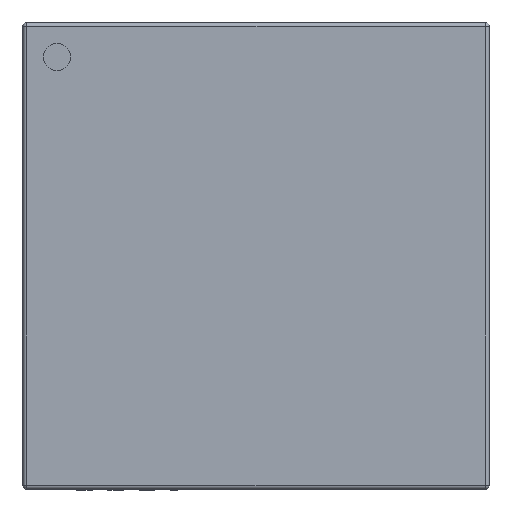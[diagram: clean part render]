
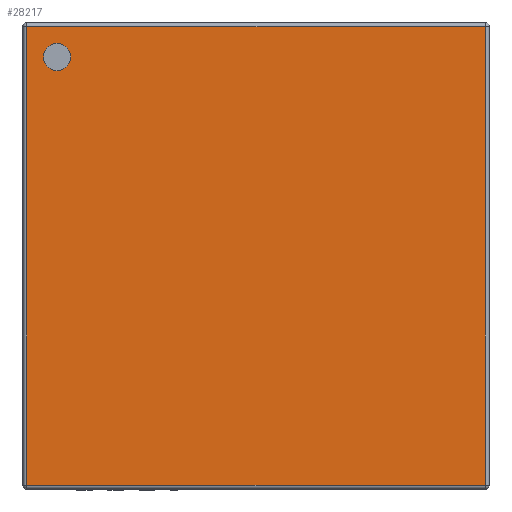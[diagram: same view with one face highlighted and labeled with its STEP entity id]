
A CAD part, top view. The second image highlights one B-rep face of the part: STEP entity #28217.
In plain terms, the highlighted planar face has unit normal (0, 0, 1).
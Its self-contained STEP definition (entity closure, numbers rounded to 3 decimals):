
#6318 = CYLINDRICAL_SURFACE('',#6319,0.05);
#6319 = AXIS2_PLACEMENT_3D('',#6320,#6321,#6322);
#6320 = CARTESIAN_POINT('',(-2.99,-2.94,0.83));
#6321 = DIRECTION('',(1.,0.,0.));
#6322 = DIRECTION('',(0.,-1.,0.));
#24064 = VERTEX_POINT('',#24065);
#24065 = CARTESIAN_POINT('',(-2.94,-2.94,0.88));
#24087 = EDGE_CURVE('',#24064,#24088,#24090,.T.);
#24088 = VERTEX_POINT('',#24089);
#24089 = CARTESIAN_POINT('',(2.94,-2.94,0.88));
#24090 = SURFACE_CURVE('',#24091,(#24095,#24102),.PCURVE_S1.);
#24091 = LINE('',#24092,#24093);
#24092 = CARTESIAN_POINT('',(-2.99,-2.94,0.88));
#24093 = VECTOR('',#24094,1.);
#24094 = DIRECTION('',(1.,0.,0.));
#24095 = PCURVE('',#6318,#24096);
#24096 = DEFINITIONAL_REPRESENTATION('',(#24097),#24101);
#24097 = LINE('',#24098,#24099);
#24098 = CARTESIAN_POINT('',(-1.571,0.));
#24099 = VECTOR('',#24100,1.);
#24100 = DIRECTION('',(-0.,1.));
#24101 = ( GEOMETRIC_REPRESENTATION_CONTEXT(2) 
PARAMETRIC_REPRESENTATION_CONTEXT() REPRESENTATION_CONTEXT('2D SPACE',''
  ) );
#24102 = PCURVE('',#24103,#24108);
#24103 = PLANE('',#24104);
#24104 = AXIS2_PLACEMENT_3D('',#24105,#24106,#24107);
#24105 = CARTESIAN_POINT('',(-2.99,-2.99,0.88));
#24106 = DIRECTION('',(0.,0.,1.));
#24107 = DIRECTION('',(1.,0.,0.));
#24108 = DEFINITIONAL_REPRESENTATION('',(#24109),#24113);
#24109 = LINE('',#24110,#24111);
#24110 = CARTESIAN_POINT('',(0.,0.05));
#24111 = VECTOR('',#24112,1.);
#24112 = DIRECTION('',(1.,0.));
#24113 = ( GEOMETRIC_REPRESENTATION_CONTEXT(2) 
PARAMETRIC_REPRESENTATION_CONTEXT() REPRESENTATION_CONTEXT('2D SPACE',''
  ) );
#24552 = CYLINDRICAL_SURFACE('',#24553,0.05);
#24553 = AXIS2_PLACEMENT_3D('',#24554,#24555,#24556);
#24554 = CARTESIAN_POINT('',(-2.94,2.94,0.83));
#24555 = DIRECTION('',(-0.,-1.,-0.));
#24556 = DIRECTION('',(-1.,0.,0.));
#26027 = CYLINDRICAL_SURFACE('',#26028,0.05);
#26028 = AXIS2_PLACEMENT_3D('',#26029,#26030,#26031);
#26029 = CARTESIAN_POINT('',(-2.99,2.94,0.83));
#26030 = DIRECTION('',(1.,0.,0.));
#26031 = DIRECTION('',(0.,1.,0.));
#26659 = CYLINDRICAL_SURFACE('',#26660,0.05);
#26660 = AXIS2_PLACEMENT_3D('',#26661,#26662,#26663);
#26661 = CARTESIAN_POINT('',(2.94,-2.94,0.83));
#26662 = DIRECTION('',(0.,1.,0.));
#26663 = DIRECTION('',(0.,0.,1.));
#28217 = ADVANCED_FACE('',(#28218,#28288),#24103,.T.);
#28218 = FACE_BOUND('',#28219,.T.);
#28219 = EDGE_LOOP('',(#28220,#28221,#28244,#28267));
#28220 = ORIENTED_EDGE('',*,*,#24087,.T.);
#28221 = ORIENTED_EDGE('',*,*,#28222,.T.);
#28222 = EDGE_CURVE('',#24088,#28223,#28225,.T.);
#28223 = VERTEX_POINT('',#28224);
#28224 = CARTESIAN_POINT('',(2.94,2.94,0.88));
#28225 = SURFACE_CURVE('',#28226,(#28230,#28237),.PCURVE_S1.);
#28226 = LINE('',#28227,#28228);
#28227 = CARTESIAN_POINT('',(2.94,-2.94,0.88));
#28228 = VECTOR('',#28229,1.);
#28229 = DIRECTION('',(0.,1.,0.));
#28230 = PCURVE('',#24103,#28231);
#28231 = DEFINITIONAL_REPRESENTATION('',(#28232),#28236);
#28232 = LINE('',#28233,#28234);
#28233 = CARTESIAN_POINT('',(5.93,0.05));
#28234 = VECTOR('',#28235,1.);
#28235 = DIRECTION('',(0.,1.));
#28236 = ( GEOMETRIC_REPRESENTATION_CONTEXT(2) 
PARAMETRIC_REPRESENTATION_CONTEXT() REPRESENTATION_CONTEXT('2D SPACE',''
  ) );
#28237 = PCURVE('',#26659,#28238);
#28238 = DEFINITIONAL_REPRESENTATION('',(#28239),#28243);
#28239 = LINE('',#28240,#28241);
#28240 = CARTESIAN_POINT('',(0.,0.));
#28241 = VECTOR('',#28242,1.);
#28242 = DIRECTION('',(0.,1.));
#28243 = ( GEOMETRIC_REPRESENTATION_CONTEXT(2) 
PARAMETRIC_REPRESENTATION_CONTEXT() REPRESENTATION_CONTEXT('2D SPACE',''
  ) );
#28244 = ORIENTED_EDGE('',*,*,#28245,.F.);
#28245 = EDGE_CURVE('',#28246,#28223,#28248,.T.);
#28246 = VERTEX_POINT('',#28247);
#28247 = CARTESIAN_POINT('',(-2.94,2.94,0.88));
#28248 = SURFACE_CURVE('',#28249,(#28253,#28260),.PCURVE_S1.);
#28249 = LINE('',#28250,#28251);
#28250 = CARTESIAN_POINT('',(-2.99,2.94,0.88));
#28251 = VECTOR('',#28252,1.);
#28252 = DIRECTION('',(1.,0.,0.));
#28253 = PCURVE('',#24103,#28254);
#28254 = DEFINITIONAL_REPRESENTATION('',(#28255),#28259);
#28255 = LINE('',#28256,#28257);
#28256 = CARTESIAN_POINT('',(0.,5.93));
#28257 = VECTOR('',#28258,1.);
#28258 = DIRECTION('',(1.,0.));
#28259 = ( GEOMETRIC_REPRESENTATION_CONTEXT(2) 
PARAMETRIC_REPRESENTATION_CONTEXT() REPRESENTATION_CONTEXT('2D SPACE',''
  ) );
#28260 = PCURVE('',#26027,#28261);
#28261 = DEFINITIONAL_REPRESENTATION('',(#28262),#28266);
#28262 = LINE('',#28263,#28264);
#28263 = CARTESIAN_POINT('',(1.571,0.));
#28264 = VECTOR('',#28265,1.);
#28265 = DIRECTION('',(0.,1.));
#28266 = ( GEOMETRIC_REPRESENTATION_CONTEXT(2) 
PARAMETRIC_REPRESENTATION_CONTEXT() REPRESENTATION_CONTEXT('2D SPACE',''
  ) );
#28267 = ORIENTED_EDGE('',*,*,#28268,.T.);
#28268 = EDGE_CURVE('',#28246,#24064,#28269,.T.);
#28269 = SURFACE_CURVE('',#28270,(#28274,#28281),.PCURVE_S1.);
#28270 = LINE('',#28271,#28272);
#28271 = CARTESIAN_POINT('',(-2.94,2.94,0.88));
#28272 = VECTOR('',#28273,1.);
#28273 = DIRECTION('',(-0.,-1.,-0.));
#28274 = PCURVE('',#24103,#28275);
#28275 = DEFINITIONAL_REPRESENTATION('',(#28276),#28280);
#28276 = LINE('',#28277,#28278);
#28277 = CARTESIAN_POINT('',(0.05,5.93));
#28278 = VECTOR('',#28279,1.);
#28279 = DIRECTION('',(-0.,-1.));
#28280 = ( GEOMETRIC_REPRESENTATION_CONTEXT(2) 
PARAMETRIC_REPRESENTATION_CONTEXT() REPRESENTATION_CONTEXT('2D SPACE',''
  ) );
#28281 = PCURVE('',#24552,#28282);
#28282 = DEFINITIONAL_REPRESENTATION('',(#28283),#28287);
#28283 = LINE('',#28284,#28285);
#28284 = CARTESIAN_POINT('',(-1.571,0.));
#28285 = VECTOR('',#28286,1.);
#28286 = DIRECTION('',(-0.,1.));
#28287 = ( GEOMETRIC_REPRESENTATION_CONTEXT(2) 
PARAMETRIC_REPRESENTATION_CONTEXT() REPRESENTATION_CONTEXT('2D SPACE',''
  ) );
#28288 = FACE_BOUND('',#28289,.T.);
#28289 = EDGE_LOOP('',(#28290));
#28290 = ORIENTED_EDGE('',*,*,#28291,.F.);
#28291 = EDGE_CURVE('',#28292,#28292,#28294,.T.);
#28292 = VERTEX_POINT('',#28293);
#28293 = CARTESIAN_POINT('',(-2.375,-2.55,0.88));
#28294 = SURFACE_CURVE('',#28295,(#28300,#28307),.PCURVE_S1.);
#28295 = CIRCLE('',#28296,0.175);
#28296 = AXIS2_PLACEMENT_3D('',#28297,#28298,#28299);
#28297 = CARTESIAN_POINT('',(-2.55,-2.55,0.88));
#28298 = DIRECTION('',(0.,0.,1.));
#28299 = DIRECTION('',(1.,0.,0.));
#28300 = PCURVE('',#24103,#28301);
#28301 = DEFINITIONAL_REPRESENTATION('',(#28302),#28306);
#28302 = CIRCLE('',#28303,0.175);
#28303 = AXIS2_PLACEMENT_2D('',#28304,#28305);
#28304 = CARTESIAN_POINT('',(0.44,0.44));
#28305 = DIRECTION('',(1.,0.));
#28306 = ( GEOMETRIC_REPRESENTATION_CONTEXT(2) 
PARAMETRIC_REPRESENTATION_CONTEXT() REPRESENTATION_CONTEXT('2D SPACE',''
  ) );
#28307 = PCURVE('',#28308,#28313);
#28308 = CYLINDRICAL_SURFACE('',#28309,0.175);
#28309 = AXIS2_PLACEMENT_3D('',#28310,#28311,#28312);
#28310 = CARTESIAN_POINT('',(-2.55,-2.55,0.88));
#28311 = DIRECTION('',(-0.,-0.,-1.));
#28312 = DIRECTION('',(1.,0.,0.));
#28313 = DEFINITIONAL_REPRESENTATION('',(#28314),#28318);
#28314 = LINE('',#28315,#28316);
#28315 = CARTESIAN_POINT('',(-0.,0.));
#28316 = VECTOR('',#28317,1.);
#28317 = DIRECTION('',(-1.,0.));
#28318 = ( GEOMETRIC_REPRESENTATION_CONTEXT(2) 
PARAMETRIC_REPRESENTATION_CONTEXT() REPRESENTATION_CONTEXT('2D SPACE',''
  ) );
